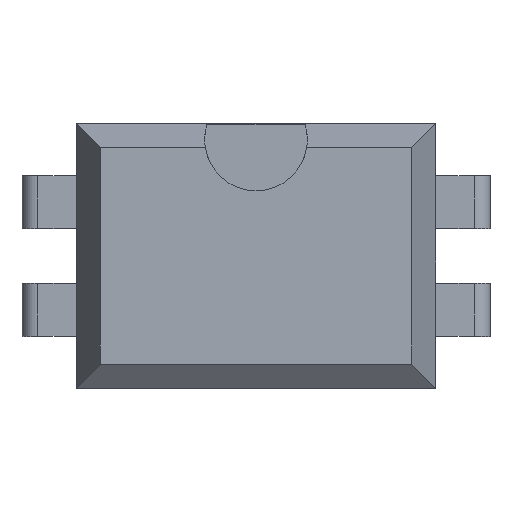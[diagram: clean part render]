
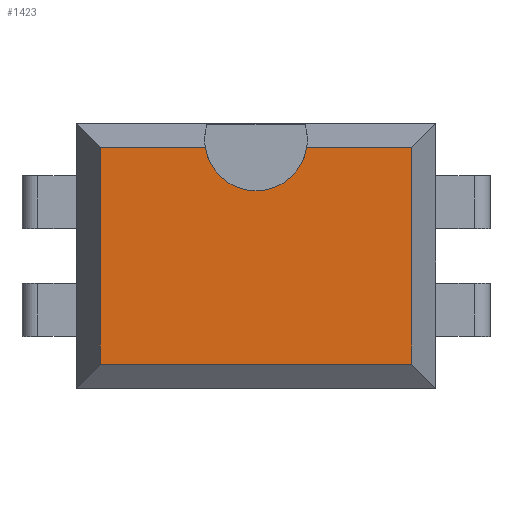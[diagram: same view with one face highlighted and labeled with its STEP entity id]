
A CAD part, top view. The second image highlights one B-rep face of the part: STEP entity #1423.
In plain terms, the highlighted planar face has unit normal (0, 0, 1).
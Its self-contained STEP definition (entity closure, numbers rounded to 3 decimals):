
#36=LINE('',#2060,#218);
#37=LINE('',#2062,#219);
#38=LINE('',#2064,#220);
#39=LINE('',#2066,#221);
#40=LINE('',#2067,#222);
#218=VECTOR('',#1660,10.);
#219=VECTOR('',#1661,10.);
#220=VECTOR('',#1662,10.);
#221=VECTOR('',#1663,10.);
#222=VECTOR('',#1664,10.);
#400=PLANE('',#1538);
#480=FACE_OUTER_BOUND('',#568,.T.);
#568=EDGE_LOOP('',(#1014,#1015,#1016,#1017,#1018,#1019));
#655=CIRCLE('',#1536,0.971);
#675=VERTEX_POINT('',#2049);
#677=VERTEX_POINT('',#2053);
#678=VERTEX_POINT('',#2059);
#679=VERTEX_POINT('',#2061);
#680=VERTEX_POINT('',#2063);
#681=VERTEX_POINT('',#2065);
#809=EDGE_CURVE('',#675,#677,#655,.T.);
#811=EDGE_CURVE('',#678,#677,#36,.T.);
#812=EDGE_CURVE('',#679,#678,#37,.T.);
#813=EDGE_CURVE('',#680,#679,#38,.T.);
#814=EDGE_CURVE('',#681,#680,#39,.T.);
#815=EDGE_CURVE('',#675,#681,#40,.T.);
#1014=ORIENTED_EDGE('',*,*,#809,.T.);
#1015=ORIENTED_EDGE('',*,*,#811,.F.);
#1016=ORIENTED_EDGE('',*,*,#812,.F.);
#1017=ORIENTED_EDGE('',*,*,#813,.F.);
#1018=ORIENTED_EDGE('',*,*,#814,.F.);
#1019=ORIENTED_EDGE('',*,*,#815,.F.);
#1423=ADVANCED_FACE('',(#480),#400,.T.);
#1536=AXIS2_PLACEMENT_3D('',#2055,#1653,#1654);
#1538=AXIS2_PLACEMENT_3D('',#2058,#1658,#1659);
#1653=DIRECTION('center_axis',(0.,0.,-1.));
#1654=DIRECTION('ref_axis',(1.,0.,0.));
#1658=DIRECTION('center_axis',(0.,0.,1.));
#1659=DIRECTION('ref_axis',(1.,0.,0.));
#1660=DIRECTION('',(1.,0.,0.));
#1661=DIRECTION('',(0.,1.,0.));
#1662=DIRECTION('',(-1.,0.,0.));
#1663=DIRECTION('',(0.,-1.,0.));
#1664=DIRECTION('',(1.,0.,0.));
#2049=CARTESIAN_POINT('',(0.959,2.045,4.55));
#2053=CARTESIAN_POINT('',(-0.959,2.045,4.55));
#2055=CARTESIAN_POINT('Origin',(0.,2.2,4.55));
#2058=CARTESIAN_POINT('Origin',(0.,0.,4.55));
#2059=CARTESIAN_POINT('',(-2.945,2.045,4.55));
#2060=CARTESIAN_POINT('',(1.7,2.045,4.55));
#2061=CARTESIAN_POINT('',(-2.945,-2.045,4.55));
#2062=CARTESIAN_POINT('',(-2.945,1.25,4.55));
#2063=CARTESIAN_POINT('',(2.945,-2.045,4.55));
#2064=CARTESIAN_POINT('',(-1.7,-2.045,4.55));
#2065=CARTESIAN_POINT('',(2.945,2.045,4.55));
#2066=CARTESIAN_POINT('',(2.945,-1.25,4.55));
#2067=CARTESIAN_POINT('',(1.7,2.045,4.55));
